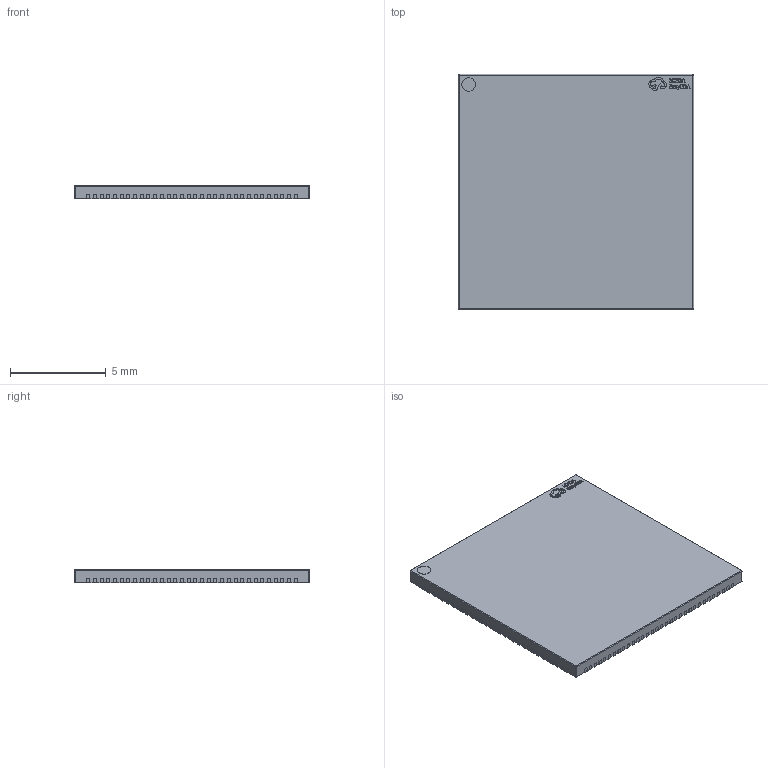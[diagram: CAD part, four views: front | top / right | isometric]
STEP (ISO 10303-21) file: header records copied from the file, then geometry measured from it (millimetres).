
FILE_DESCRIPTION (( 'STEP AP214' ), '1' );
FILE_NAME ('QFN-128_L12.3-W12.3-P0.35-TL-EP7.0-1.STEP', '2022-09-14T12:21:58', ( '' ), ( '' ), 'SwSTEP 2.0', 'SolidWorks 2020', '' );
FILE_SCHEMA (( 'AUTOMOTIVE_DESIGN' ));
Length unit declared in the file: millimetre
Products named in the file (1): QFN-128_L12.3-W12.3-P0.35-TL-EP7.0-1
Bounding box: 12.32 x 12.32 x 0.73 mm (x, y, z)
Volume: 107.1 mm3; surface area: 340.5 mm2
Topology: 1 solids, 1 shells, 1019 faces, 2980 edges, 1980 vertices
Faces by surface type: plane 907, bspline 98, cylinder 10, sphere 4
Entity records: 44869 total; most frequent: CARTESIAN_POINT 7282, ORIENTED_EDGE 5952, DIRECTION 4640, EDGE_CURVE 2976, VECTOR 2756, LINE 2756, VERTEX_POINT 1980, EDGE_LOOP 1040
